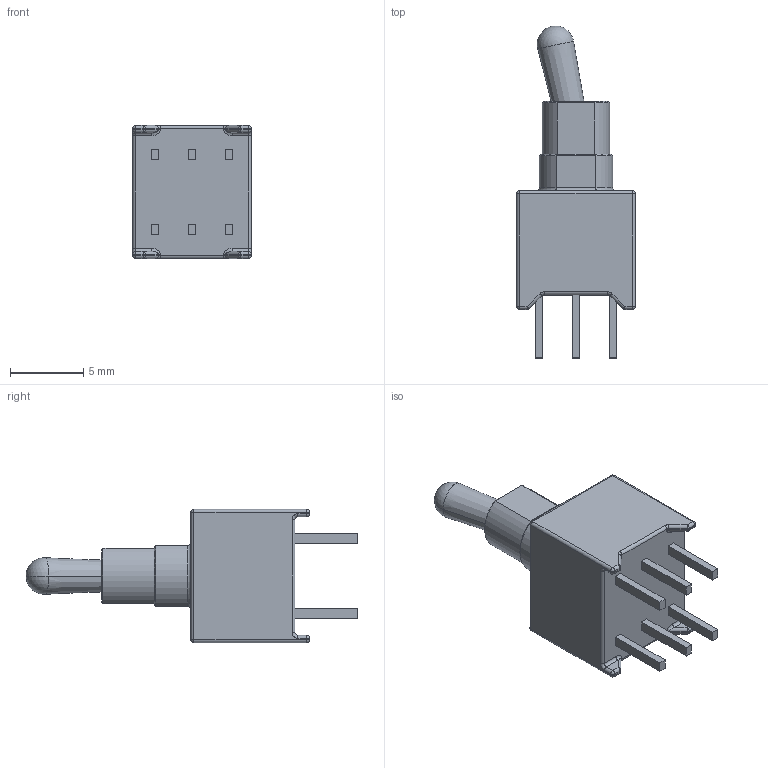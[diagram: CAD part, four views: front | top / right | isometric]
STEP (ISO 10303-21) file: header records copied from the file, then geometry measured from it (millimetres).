
FILE_DESCRIPTION (( 'STEP AP203' ), '1' );
FILE_NAME ('TL49P0 Double pole Short Lever.STEP', '2022-09-11T23:44:05', ( '' ), ( '' ), 'SwSTEP 2.0', 'SolidWorks 2020', '' );
FILE_SCHEMA (( 'CONFIG_CONTROL_DESIGN' ));
Length unit declared in the file: millimetre
Products named in the file (1): TL49P0 Double pole Short Lever
Bounding box: 8.1 x 22.65 x 9.1 mm (x, y, z)
Volume: 639.4 mm3; surface area: 629.3 mm2
Topology: 1 solids, 1 shells, 189 faces, 437 edges, 234 vertices
Faces by surface type: cylinder 64, plane 61, sphere 28, torus 24, bspline 6, cone 6
Entity records: 5215 total; most frequent: CARTESIAN_POINT 1015, DIRECTION 928, ORIENTED_EDGE 816, EDGE_CURVE 408, AXIS2_PLACEMENT_3D 360, VERTEX_POINT 231, LINE 208, VECTOR 208
